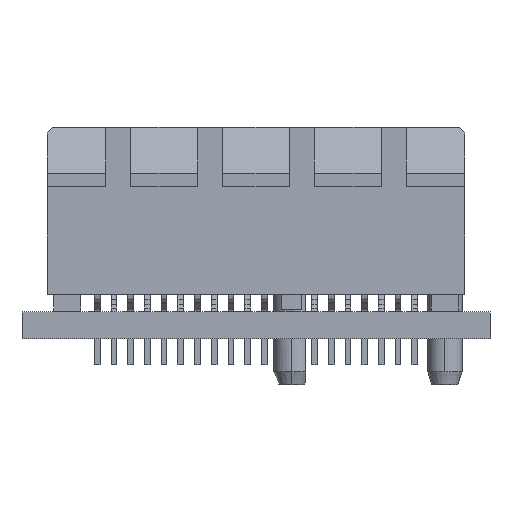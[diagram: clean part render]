
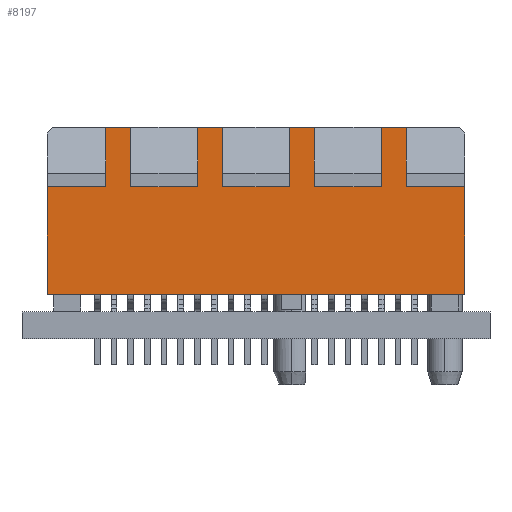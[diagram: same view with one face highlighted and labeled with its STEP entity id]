
A CAD part, front view. The second image highlights one B-rep face of the part: STEP entity #8197.
In plain terms, the highlighted face is planar.
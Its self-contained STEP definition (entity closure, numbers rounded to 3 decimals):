
#1356 = VERTEX_POINT('',#1357);
#1357 = CARTESIAN_POINT('',(10.5,1.,3.7));
#1365 = EDGE_CURVE('',#1366,#1356,#1368,.T.);
#1366 = VERTEX_POINT('',#1367);
#1367 = CARTESIAN_POINT('',(-14.5,1.,3.7));
#1368 = LINE('',#1369,#1370);
#1369 = CARTESIAN_POINT('',(-15.,1.,3.7));
#1370 = VECTOR('',#1371,1.);
#1371 = DIRECTION('',(1.,0.,0.));
#2851 = EDGE_CURVE('',#2852,#2854,#2856,.T.);
#2852 = VERTEX_POINT('',#2853);
#2853 = CARTESIAN_POINT('',(-11.,11.,3.7));
#2854 = VERTEX_POINT('',#2855);
#2855 = CARTESIAN_POINT('',(-9.5,11.,3.7));
#2856 = LINE('',#2857,#2858);
#2857 = CARTESIAN_POINT('',(-2.,11.,3.7));
#2858 = VECTOR('',#2859,1.);
#2859 = DIRECTION('',(1.,0.,0.));
#2862 = VERTEX_POINT('',#2863);
#2863 = CARTESIAN_POINT('',(-5.5,11.,3.7));
#2869 = EDGE_CURVE('',#2862,#2870,#2872,.T.);
#2870 = VERTEX_POINT('',#2871);
#2871 = CARTESIAN_POINT('',(-4.,11.,3.7));
#2872 = LINE('',#2873,#2874);
#2873 = CARTESIAN_POINT('',(-2.,11.,3.7));
#2874 = VECTOR('',#2875,1.);
#2875 = DIRECTION('',(1.,0.,0.));
#2878 = VERTEX_POINT('',#2879);
#2879 = CARTESIAN_POINT('',(0.,11.,3.7));
#2885 = EDGE_CURVE('',#2878,#2886,#2888,.T.);
#2886 = VERTEX_POINT('',#2887);
#2887 = CARTESIAN_POINT('',(1.5,11.,3.7));
#2888 = LINE('',#2889,#2890);
#2889 = CARTESIAN_POINT('',(-2.,11.,3.7));
#2890 = VECTOR('',#2891,1.);
#2891 = DIRECTION('',(1.,0.,0.));
#2894 = VERTEX_POINT('',#2895);
#2895 = CARTESIAN_POINT('',(5.5,11.,3.7));
#2901 = EDGE_CURVE('',#2894,#2902,#2904,.T.);
#2902 = VERTEX_POINT('',#2903);
#2903 = CARTESIAN_POINT('',(7.,11.,3.7));
#2904 = LINE('',#2905,#2906);
#2905 = CARTESIAN_POINT('',(-2.,11.,3.7));
#2906 = VECTOR('',#2907,1.);
#2907 = DIRECTION('',(1.,0.,0.));
#7798 = VERTEX_POINT('',#7799);
#7799 = CARTESIAN_POINT('',(1.5,7.45,3.7));
#7807 = EDGE_CURVE('',#2886,#7798,#7808,.T.);
#7808 = LINE('',#7809,#7810);
#7809 = CARTESIAN_POINT('',(1.5,6.,3.7));
#7810 = VECTOR('',#7811,1.);
#7811 = DIRECTION('',(-0.,-1.,-0.));
#7822 = VERTEX_POINT('',#7823);
#7823 = CARTESIAN_POINT('',(5.5,7.45,3.7));
#7831 = EDGE_CURVE('',#7798,#7822,#7832,.T.);
#7832 = LINE('',#7833,#7834);
#7833 = CARTESIAN_POINT('',(-2.,7.45,3.7));
#7834 = VECTOR('',#7835,1.);
#7835 = DIRECTION('',(1.,0.,0.));
#7846 = EDGE_CURVE('',#7822,#2894,#7847,.T.);
#7847 = LINE('',#7848,#7849);
#7848 = CARTESIAN_POINT('',(5.5,6.,3.7));
#7849 = VECTOR('',#7850,1.);
#7850 = DIRECTION('',(0.,1.,0.));
#7863 = VERTEX_POINT('',#7864);
#7864 = CARTESIAN_POINT('',(7.,7.45,3.7));
#7872 = EDGE_CURVE('',#2902,#7863,#7873,.T.);
#7873 = LINE('',#7874,#7875);
#7874 = CARTESIAN_POINT('',(7.,6.,3.7));
#7875 = VECTOR('',#7876,1.);
#7876 = DIRECTION('',(-0.,-1.,-0.));
#7887 = VERTEX_POINT('',#7888);
#7888 = CARTESIAN_POINT('',(10.5,7.45,3.7));
#7896 = EDGE_CURVE('',#7863,#7887,#7897,.T.);
#7897 = LINE('',#7898,#7899);
#7898 = CARTESIAN_POINT('',(-2.,7.45,3.7));
#7899 = VECTOR('',#7900,1.);
#7900 = DIRECTION('',(1.,0.,0.));
#7913 = EDGE_CURVE('',#1356,#7887,#7914,.T.);
#7914 = LINE('',#7915,#7916);
#7915 = CARTESIAN_POINT('',(10.5,5.75,3.7));
#7916 = VECTOR('',#7917,1.);
#7917 = DIRECTION('',(0.,1.,0.));
#8003 = EDGE_CURVE('',#1366,#8004,#8006,.T.);
#8004 = VERTEX_POINT('',#8005);
#8005 = CARTESIAN_POINT('',(-14.5,7.45,3.7));
#8006 = LINE('',#8007,#8008);
#8007 = CARTESIAN_POINT('',(-14.5,6.,3.7));
#8008 = VECTOR('',#8009,1.);
#8009 = DIRECTION('',(0.,1.,0.));
#8031 = EDGE_CURVE('',#8004,#8032,#8034,.T.);
#8032 = VERTEX_POINT('',#8033);
#8033 = CARTESIAN_POINT('',(-11.,7.45,3.7));
#8034 = LINE('',#8035,#8036);
#8035 = CARTESIAN_POINT('',(-2.,7.45,3.7));
#8036 = VECTOR('',#8037,1.);
#8037 = DIRECTION('',(1.,0.,0.));
#8055 = EDGE_CURVE('',#8032,#2852,#8056,.T.);
#8056 = LINE('',#8057,#8058);
#8057 = CARTESIAN_POINT('',(-11.,6.,3.7));
#8058 = VECTOR('',#8059,1.);
#8059 = DIRECTION('',(0.,1.,0.));
#8072 = VERTEX_POINT('',#8073);
#8073 = CARTESIAN_POINT('',(-9.5,7.45,3.7));
#8081 = EDGE_CURVE('',#2854,#8072,#8082,.T.);
#8082 = LINE('',#8083,#8084);
#8083 = CARTESIAN_POINT('',(-9.5,6.,3.7));
#8084 = VECTOR('',#8085,1.);
#8085 = DIRECTION('',(-0.,-1.,-0.));
#8096 = VERTEX_POINT('',#8097);
#8097 = CARTESIAN_POINT('',(-5.5,7.45,3.7));
#8105 = EDGE_CURVE('',#8072,#8096,#8106,.T.);
#8106 = LINE('',#8107,#8108);
#8107 = CARTESIAN_POINT('',(-2.,7.45,3.7));
#8108 = VECTOR('',#8109,1.);
#8109 = DIRECTION('',(1.,0.,0.));
#8120 = EDGE_CURVE('',#8096,#2862,#8121,.T.);
#8121 = LINE('',#8122,#8123);
#8122 = CARTESIAN_POINT('',(-5.5,6.,3.7));
#8123 = VECTOR('',#8124,1.);
#8124 = DIRECTION('',(0.,1.,0.));
#8137 = VERTEX_POINT('',#8138);
#8138 = CARTESIAN_POINT('',(-4.,7.45,3.7));
#8146 = EDGE_CURVE('',#2870,#8137,#8147,.T.);
#8147 = LINE('',#8148,#8149);
#8148 = CARTESIAN_POINT('',(-4.,6.,3.7));
#8149 = VECTOR('',#8150,1.);
#8150 = DIRECTION('',(-0.,-1.,-0.));
#8161 = VERTEX_POINT('',#8162);
#8162 = CARTESIAN_POINT('',(0.,7.45,3.7));
#8170 = EDGE_CURVE('',#8137,#8161,#8171,.T.);
#8171 = LINE('',#8172,#8173);
#8172 = CARTESIAN_POINT('',(-2.,7.45,3.7));
#8173 = VECTOR('',#8174,1.);
#8174 = DIRECTION('',(1.,0.,0.));
#8185 = EDGE_CURVE('',#8161,#2878,#8186,.T.);
#8186 = LINE('',#8187,#8188);
#8187 = CARTESIAN_POINT('',(0.,6.,3.7));
#8188 = VECTOR('',#8189,1.);
#8189 = DIRECTION('',(0.,1.,0.));
#8197 = ADVANCED_FACE('',(#8198),#8220,.T.);
#8198 = FACE_BOUND('',#8199,.T.);
#8199 = EDGE_LOOP('',(#8200,#8201,#8202,#8203,#8204,#8205,#8206,#8207,
    #8208,#8209,#8210,#8211,#8212,#8213,#8214,#8215,#8216,#8217,#8218,
    #8219));
#8200 = ORIENTED_EDGE('',*,*,#2885,.F.);
#8201 = ORIENTED_EDGE('',*,*,#8185,.F.);
#8202 = ORIENTED_EDGE('',*,*,#8170,.F.);
#8203 = ORIENTED_EDGE('',*,*,#8146,.F.);
#8204 = ORIENTED_EDGE('',*,*,#2869,.F.);
#8205 = ORIENTED_EDGE('',*,*,#8120,.F.);
#8206 = ORIENTED_EDGE('',*,*,#8105,.F.);
#8207 = ORIENTED_EDGE('',*,*,#8081,.F.);
#8208 = ORIENTED_EDGE('',*,*,#2851,.F.);
#8209 = ORIENTED_EDGE('',*,*,#8055,.F.);
#8210 = ORIENTED_EDGE('',*,*,#8031,.F.);
#8211 = ORIENTED_EDGE('',*,*,#8003,.F.);
#8212 = ORIENTED_EDGE('',*,*,#1365,.T.);
#8213 = ORIENTED_EDGE('',*,*,#7913,.T.);
#8214 = ORIENTED_EDGE('',*,*,#7896,.F.);
#8215 = ORIENTED_EDGE('',*,*,#7872,.F.);
#8216 = ORIENTED_EDGE('',*,*,#2901,.F.);
#8217 = ORIENTED_EDGE('',*,*,#7846,.F.);
#8218 = ORIENTED_EDGE('',*,*,#7831,.F.);
#8219 = ORIENTED_EDGE('',*,*,#7807,.F.);
#8220 = PLANE('',#8221);
#8221 = AXIS2_PLACEMENT_3D('',#8222,#8223,#8224);
#8222 = CARTESIAN_POINT('',(-15.,0.8,3.7));
#8223 = DIRECTION('',(0.,0.,1.));
#8224 = DIRECTION('',(1.,0.,-0.));
